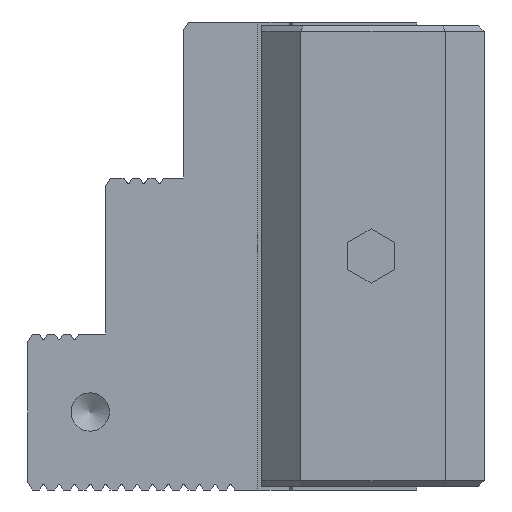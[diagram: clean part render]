
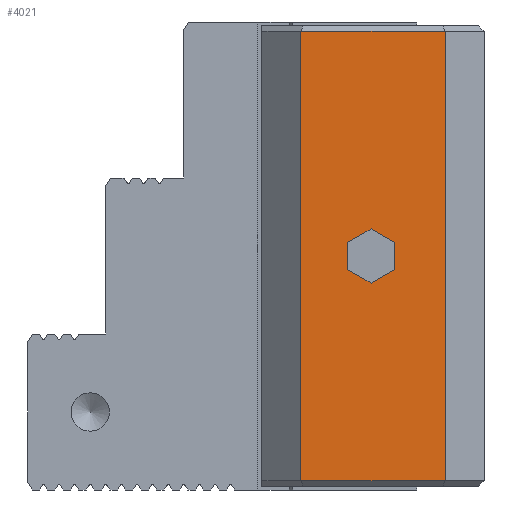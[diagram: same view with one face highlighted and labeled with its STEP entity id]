
A CAD part, left-side view. The second image highlights one B-rep face of the part: STEP entity #4021.
In plain terms, the highlighted planar face has unit normal (-1, 0, 0).
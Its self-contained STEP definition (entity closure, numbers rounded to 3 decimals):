
#24=FACE_BOUND('',#484,.T.);
#110=PLANE('',#4252);
#279=FACE_OUTER_BOUND('',#483,.T.);
#483=EDGE_LOOP('',(#3004,#3005,#3006,#3007));
#484=EDGE_LOOP('',(#3008,#3009,#3010,#3011,#3012,#3013));
#621=LINE('',#5478,#1121);
#624=LINE('',#5484,#1124);
#627=LINE('',#5490,#1127);
#630=LINE('',#5496,#1130);
#633=LINE('',#5502,#1133);
#636=LINE('',#5506,#1136);
#808=LINE('',#5853,#1308);
#830=LINE('',#5896,#1330);
#836=LINE('',#5906,#1336);
#837=LINE('',#5908,#1337);
#1121=VECTOR('',#4458,10.);
#1124=VECTOR('',#4463,10.);
#1127=VECTOR('',#4468,10.);
#1130=VECTOR('',#4473,10.);
#1133=VECTOR('',#4478,10.);
#1136=VECTOR('',#4483,10.);
#1308=VECTOR('',#4777,10.);
#1330=VECTOR('',#4811,10.);
#1336=VECTOR('',#4823,10.);
#1337=VECTOR('',#4826,10.);
#1685=VERTEX_POINT('',#5475);
#1686=VERTEX_POINT('',#5477);
#1688=VERTEX_POINT('',#5483);
#1690=VERTEX_POINT('',#5489);
#1692=VERTEX_POINT('',#5495);
#1694=VERTEX_POINT('',#5501);
#1806=VERTEX_POINT('',#5845);
#1808=VERTEX_POINT('',#5851);
#1821=VERTEX_POINT('',#5888);
#1823=VERTEX_POINT('',#5894);
#2053=EDGE_CURVE('',#1686,#1685,#621,.T.);
#2056=EDGE_CURVE('',#1688,#1686,#624,.T.);
#2059=EDGE_CURVE('',#1690,#1688,#627,.T.);
#2062=EDGE_CURVE('',#1692,#1690,#630,.T.);
#2065=EDGE_CURVE('',#1694,#1692,#633,.T.);
#2068=EDGE_CURVE('',#1685,#1694,#636,.T.);
#2240=EDGE_CURVE('',#1808,#1806,#808,.T.);
#2262=EDGE_CURVE('',#1823,#1821,#830,.T.);
#2268=EDGE_CURVE('',#1808,#1821,#836,.T.);
#2269=EDGE_CURVE('',#1806,#1823,#837,.T.);
#3004=ORIENTED_EDGE('',*,*,#2240,.F.);
#3005=ORIENTED_EDGE('',*,*,#2268,.T.);
#3006=ORIENTED_EDGE('',*,*,#2262,.F.);
#3007=ORIENTED_EDGE('',*,*,#2269,.F.);
#3008=ORIENTED_EDGE('',*,*,#2053,.T.);
#3009=ORIENTED_EDGE('',*,*,#2068,.T.);
#3010=ORIENTED_EDGE('',*,*,#2065,.T.);
#3011=ORIENTED_EDGE('',*,*,#2062,.T.);
#3012=ORIENTED_EDGE('',*,*,#2059,.T.);
#3013=ORIENTED_EDGE('',*,*,#2056,.T.);
#4021=ADVANCED_FACE('',(#279,#24),#110,.T.);
#4252=AXIS2_PLACEMENT_3D('',#5907,#4824,#4825);
#4458=DIRECTION('',(0.,0.866,-0.5));
#4463=DIRECTION('',(0.,0.,-1.));
#4468=DIRECTION('',(0.,-0.866,-0.5));
#4473=DIRECTION('',(0.,-0.866,0.5));
#4478=DIRECTION('',(0.,0.,1.));
#4483=DIRECTION('',(0.,0.866,0.5));
#4777=DIRECTION('',(0.,-1.,0.));
#4811=DIRECTION('',(0.,1.,0.));
#4823=DIRECTION('',(0.,0.,-1.));
#4824=DIRECTION('center_axis',(-1.,0.,0.));
#4825=DIRECTION('ref_axis',(0.,0.,
-1.));
#4826=DIRECTION('',(0.,0.,-1.));
#5475=CARTESIAN_POINT('',(-47.,5.859,26.536));
#5477=CARTESIAN_POINT('',(-47.,2.859,28.268));
#5478=CARTESIAN_POINT('',(-47.,6.422,26.211));
#5483=CARTESIAN_POINT('',(-47.,2.859,31.732));
#5484=CARTESIAN_POINT('',(-47.,2.859,29.134));
#5489=CARTESIAN_POINT('',(-47.,5.859,33.464));
#5490=CARTESIAN_POINT('',(-47.,4.922,32.923));
#5495=CARTESIAN_POINT('',(-47.,8.859,31.732));
#5496=CARTESIAN_POINT('',(-47.,7.922,32.273));
#5501=CARTESIAN_POINT('',(-47.,8.859,28.268));
#5502=CARTESIAN_POINT('',(-47.,8.859,30.866));
#5506=CARTESIAN_POINT('',(-47.,9.422,28.593));
#5845=CARTESIAN_POINT('',(-47.,-3.641,58.8));
#5851=CARTESIAN_POINT('',(-47.,14.859,58.8));
#5853=CARTESIAN_POINT('',(-47.,10.503,58.8));
#5888=CARTESIAN_POINT('',(-47.,14.859,1.2));
#5894=CARTESIAN_POINT('',(-47.,-3.641,1.2));
#5896=CARTESIAN_POINT('',(-47.,10.503,1.2));
#5906=CARTESIAN_POINT('',(-47.,14.859,59.5));
#5907=CARTESIAN_POINT('Origin',(-47.,14.859,59.5));
#5908=CARTESIAN_POINT('',(-47.,-3.641,59.5));
